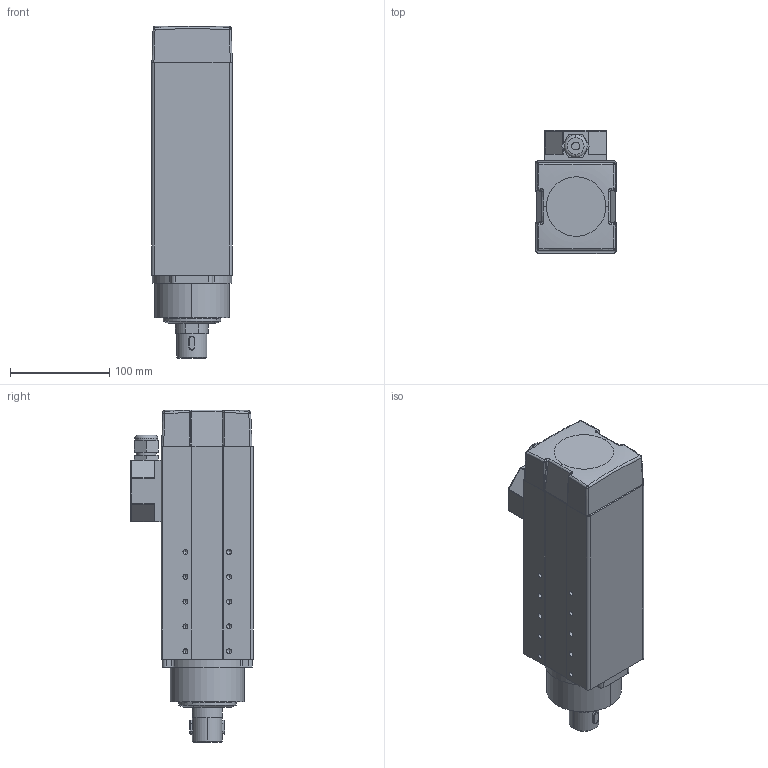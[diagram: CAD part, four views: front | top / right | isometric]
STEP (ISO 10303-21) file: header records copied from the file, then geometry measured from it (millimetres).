
FILE_DESCRIPTION (( 'STEP AP214' ), '1' );
FILE_NAME ('GDF46-9Z-1.STEP', '2021-11-02T09:29:33', ( '萇齟' ), ( '' ), 'SwSTEP 2.0', 'SolidWorks 2018', '' );
FILE_SCHEMA (( 'AUTOMOTIVE_DESIGN' ));
Length unit declared in the file: millimetre
Products named in the file (9): 瑞欶.prt; 諉盄碟; GDF46-18Z-3.0-01 躇猾裔; GDF46-9Z-1; 1.5撾え萇儂粣芛; GDF46-18Z-3.0-03 傷裔; GDF46-18Z-3.0-06 儂褲; GDF46-18Z-3.0-02 ヶ裔; 1.5撾え萇儂瑩
Assembly tree (9 placements, depth 2):
  GDF46-9Z-1
    GDF46-18Z-3.0-06 儂褲
    GDF46-18Z-3.0-03 傷裔
    GDF46-18Z-3.0-02 ヶ裔
    GDF46-18Z-3.0-01 躇猾裔
    瑞欶.prt
    諉盄碟
    1.5撾え萇儂粣芛
    1.5撾え萇儂瑩  x2
Bounding box: 81.25 x 123.8 x 334.5 mm (x, y, z)
Volume: 783427.2 mm3; surface area: 297460.1 mm2
Topology: 9 solids, 9 shells, 514 faces, 1251 edges, 759 vertices
Faces by surface type: cylinder 219, plane 173, cone 58, bspline 32, torus 18, sphere 14
Entity records: 16400 total; most frequent: CARTESIAN_POINT 4062, DIRECTION 2472, ORIENTED_EDGE 2328, EDGE_CURVE 1164, AXIS2_PLACEMENT_3D 941, VERTEX_POINT 737, VECTOR 590, LINE 590
